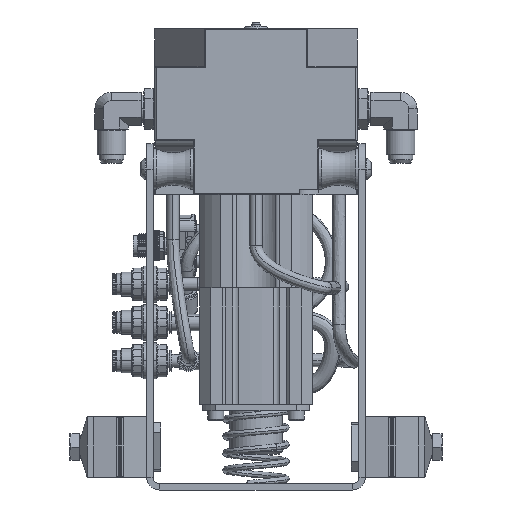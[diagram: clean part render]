
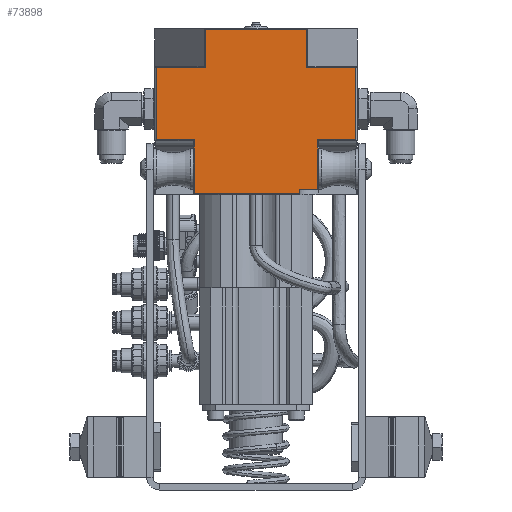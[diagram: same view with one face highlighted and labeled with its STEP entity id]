
A CAD part, front view. The second image highlights one B-rep face of the part: STEP entity #73898.
In plain terms, the highlighted planar face has unit normal (0, -1, 0).
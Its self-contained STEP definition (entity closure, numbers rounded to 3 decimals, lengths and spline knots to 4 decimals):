
#10929=DIRECTION('',(-1.,0.,0.));
#10930=VECTOR('',#10929,0.355);
#10931=CARTESIAN_POINT('',(1.205,-1.475,-1.525));
#10932=LINE('',#10931,#10930);
#10933=DIRECTION('',(0.,0.,-1.));
#10934=VECTOR('',#10933,0.08);
#10935=CARTESIAN_POINT('',(0.85,-1.475,-1.525));
#10936=LINE('',#10935,#10934);
#10937=DIRECTION('',(-1.,0.,0.));
#10938=VECTOR('',#10937,2.055);
#10939=CARTESIAN_POINT('',(0.85,-1.475,-1.605));
#10940=LINE('',#10939,#10938);
#10941=DIRECTION('',(0.,0.,1.));
#10942=VECTOR('',#10941,1.05);
#10943=CARTESIAN_POINT('',(-1.205,-1.475,-1.605));
#10944=LINE('',#10943,#10942);
#10945=DIRECTION('',(1.,0.,0.));
#10946=VECTOR('',#10945,0.75);
#10947=CARTESIAN_POINT('',(-1.955,-1.475,-0.555));
#10948=LINE('',#10947,#10946);
#10949=DIRECTION('',(0.,0.,-1.));
#10950=VECTOR('',#10949,1.41);
#10951=CARTESIAN_POINT('',(-1.955,-1.475,0.855));
#10952=LINE('',#10951,#10950);
#10953=DIRECTION('',(-1.,0.,0.));
#10954=VECTOR('',#10953,0.965);
#10955=CARTESIAN_POINT('',(-0.99,-1.475,0.855));
#10956=LINE('',#10955,#10954);
#10957=DIRECTION('',(0.,0.,-1.));
#10958=VECTOR('',#10957,0.75);
#10959=CARTESIAN_POINT('',(-0.99,-1.475,1.605));
#10960=LINE('',#10959,#10958);
#10961=DIRECTION('',(1.,0.,0.));
#10962=VECTOR('',#10961,1.98);
#10963=CARTESIAN_POINT('',(-0.99,-1.475,1.605));
#10964=LINE('',#10963,#10962);
#10965=DIRECTION('',(0.,0.,1.));
#10966=VECTOR('',#10965,0.75);
#10967=CARTESIAN_POINT('',(0.99,-1.475,0.855));
#10968=LINE('',#10967,#10966);
#10969=DIRECTION('',(-1.,0.,0.));
#10970=VECTOR('',#10969,0.965);
#10971=CARTESIAN_POINT('',(1.955,-1.475,0.855));
#10972=LINE('',#10971,#10970);
#10973=DIRECTION('',(0.,0.,-1.));
#10974=VECTOR('',#10973,1.41);
#10975=CARTESIAN_POINT('',(1.955,-1.475,0.855));
#10976=LINE('',#10975,#10974);
#10977=DIRECTION('',(1.,0.,0.));
#10978=VECTOR('',#10977,0.75);
#10979=CARTESIAN_POINT('',(1.205,-1.475,-0.555));
#10980=LINE('',#10979,#10978);
#10981=DIRECTION('',(0.,0.,-1.));
#10982=VECTOR('',#10981,0.97);
#10983=CARTESIAN_POINT('',(1.205,-1.475,-0.555));
#10984=LINE('',#10983,#10982);
#52664=CARTESIAN_POINT('',(-0.99,-1.475,1.605));
#52665=CARTESIAN_POINT('',(0.99,-1.475,1.605));
#52666=VERTEX_POINT('',#52664);
#52667=VERTEX_POINT('',#52665);
#52670=CARTESIAN_POINT('',(-0.99,-1.475,0.855));
#52671=VERTEX_POINT('',#52670);
#52672=CARTESIAN_POINT('',(-1.955,-1.475,0.855));
#52673=VERTEX_POINT('',#52672);
#52682=CARTESIAN_POINT('',(-1.955,-1.475,-0.555));
#52683=VERTEX_POINT('',#52682);
#52684=CARTESIAN_POINT('',(-1.205,-1.475,-0.555));
#52685=VERTEX_POINT('',#52684);
#52690=CARTESIAN_POINT('',(-1.205,-1.475,-1.605));
#52691=VERTEX_POINT('',#52690);
#52694=CARTESIAN_POINT('',(1.205,-1.475,-0.555));
#52695=CARTESIAN_POINT('',(1.955,-1.475,-0.555));
#52696=VERTEX_POINT('',#52694);
#52697=VERTEX_POINT('',#52695);
#52702=CARTESIAN_POINT('',(1.955,-1.475,0.855));
#52703=VERTEX_POINT('',#52702);
#52712=CARTESIAN_POINT('',(0.99,-1.475,0.855));
#52713=VERTEX_POINT('',#52712);
#52940=CARTESIAN_POINT('',(1.205,-1.475,-1.525));
#52941=CARTESIAN_POINT('',(0.85,-1.475,-1.525));
#52942=VERTEX_POINT('',#52940);
#52943=VERTEX_POINT('',#52941);
#52944=CARTESIAN_POINT('',(0.85,-1.475,-1.605));
#52945=VERTEX_POINT('',#52944);
#73866=CARTESIAN_POINT('',(-1.975,-1.475,-1.625));
#73867=DIRECTION('',(0.,-1.,0.));
#73868=DIRECTION('',(1.,0.,0.));
#73869=AXIS2_PLACEMENT_3D('',#73866,#73867,#73868);
#73870=PLANE('',#73869);
#73872=ORIENTED_EDGE('',*,*,#73871,.T.);
#73873=ORIENTED_EDGE('',*,*,#73164,.T.);
#73874=ORIENTED_EDGE('',*,*,#73198,.T.);
#73876=ORIENTED_EDGE('',*,*,#73875,.T.);
#73878=ORIENTED_EDGE('',*,*,#73877,.F.);
#73880=ORIENTED_EDGE('',*,*,#73879,.F.);
#73882=ORIENTED_EDGE('',*,*,#73881,.F.);
#73884=ORIENTED_EDGE('',*,*,#73883,.F.);
#73886=ORIENTED_EDGE('',*,*,#73885,.T.);
#73888=ORIENTED_EDGE('',*,*,#73887,.F.);
#73890=ORIENTED_EDGE('',*,*,#73889,.F.);
#73891=ORIENTED_EDGE('',*,*,#73846,.T.);
#73893=ORIENTED_EDGE('',*,*,#73892,.F.);
#73895=ORIENTED_EDGE('',*,*,#73894,.T.);
#73896=EDGE_LOOP('',(#73872,#73873,#73874,#73876,#73878,#73880,#73882,#73884,
#73886,#73888,#73890,#73891,#73893,#73895));
#73897=FACE_OUTER_BOUND('',#73896,.F.);
#73164=EDGE_CURVE('',#52943,#52945,#10936,.T.);
#73198=EDGE_CURVE('',#52945,#52691,#10940,.T.);
#73846=EDGE_CURVE('',#52703,#52697,#10976,.T.);
#73871=EDGE_CURVE('',#52942,#52943,#10932,.T.);
#73875=EDGE_CURVE('',#52691,#52685,#10944,.T.);
#73877=EDGE_CURVE('',#52683,#52685,#10948,.T.);
#73879=EDGE_CURVE('',#52673,#52683,#10952,.T.);
#73881=EDGE_CURVE('',#52671,#52673,#10956,.T.);
#73883=EDGE_CURVE('',#52666,#52671,#10960,.T.);
#73885=EDGE_CURVE('',#52666,#52667,#10964,.T.);
#73887=EDGE_CURVE('',#52713,#52667,#10968,.T.);
#73889=EDGE_CURVE('',#52703,#52713,#10972,.T.);
#73892=EDGE_CURVE('',#52696,#52697,#10980,.T.);
#73894=EDGE_CURVE('',#52696,#52942,#10984,.T.);
#73898=ADVANCED_FACE('',(#73897),#73870,.T.);
